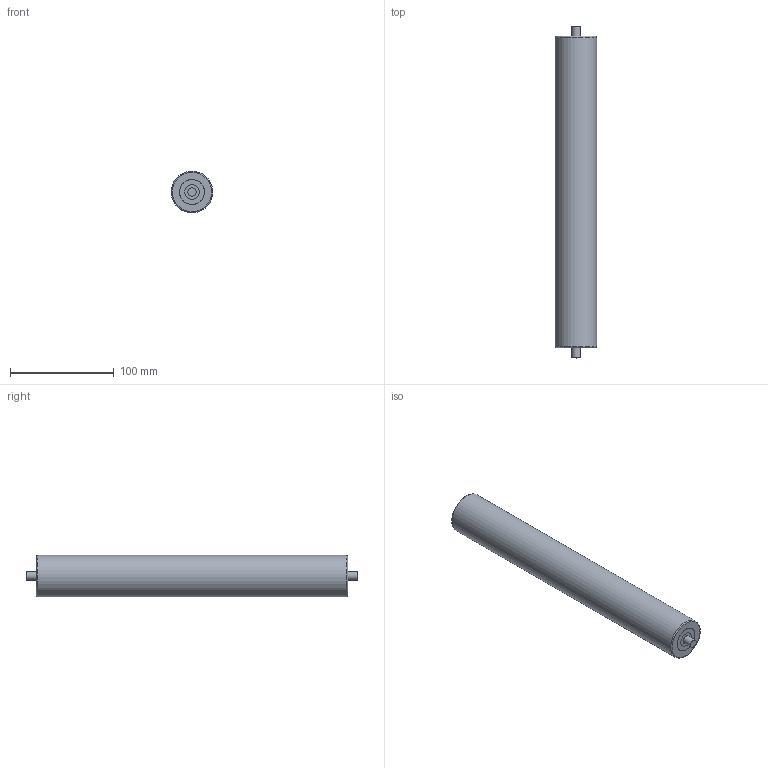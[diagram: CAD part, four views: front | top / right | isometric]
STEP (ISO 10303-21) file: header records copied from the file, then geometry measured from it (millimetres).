
FILE_DESCRIPTION(/* description */ (''),/* implementation_level */ '2;1');
FILE_NAME(/* name */ '1010216.stp',/* time_stamp */ '2024-07-03T09:28:45+02:00',/* author */ ('Bo'),/* organization */ (''),/* preprocessor_version */ 'ST-DEVELOPER v20',/* originating_system */ 'Autodesk Inventor 2025',/* authorisation */ '');
FILE_SCHEMA (('AUTOMOTIVE_DESIGN { 1 0 10303 214 3 1 1 }'));
Length unit declared in the file: millimetre
Products named in the file (7): 1010216; 1010216-1; 1010216-2; 1010216-3; 1010216-4; 1010216-5; 1010216-6
Assembly tree (6 placements, depth 2):
  1010216
    1010216-1
    1010216-2
    1010216-3
    1010216-4
    1010216-5
    1010216-6
Bounding box: 39.9 x 320 x 39.9 mm (x, y, z)
Volume: 260768.2 mm3; surface area: 73720 mm2
Topology: 6 solids, 6 shells, 33 faces, 59 edges, 38 vertices
Faces by surface type: cylinder 15, plane 12, torus 6
Full cylindrical faces by diameter (mm): 8 x3, 14 x8, 24 x3, 40 x1
Entity records: 1150 total; most frequent: DIRECTION 195, CARTESIAN_POINT 143, ORIENTED_EDGE 118, AXIS2_PLACEMENT_3D 90, EDGE_CURVE 59, CIRCLE 44, EDGE_LOOP 43, VERTEX_POINT 38
